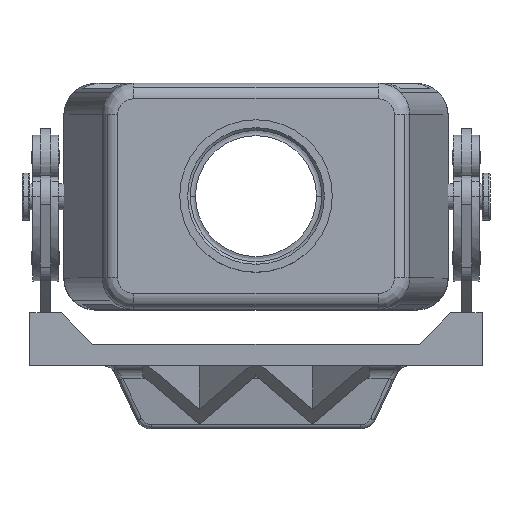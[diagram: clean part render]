
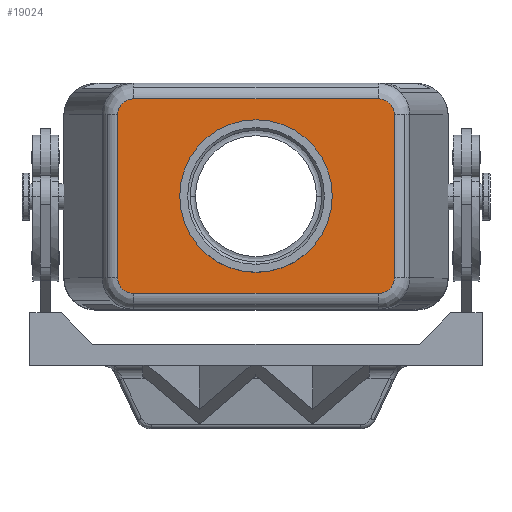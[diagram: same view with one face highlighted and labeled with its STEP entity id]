
A CAD part, top view. The second image highlights one B-rep face of the part: STEP entity #19024.
In plain terms, the highlighted planar face has unit normal (0, 0, 1).
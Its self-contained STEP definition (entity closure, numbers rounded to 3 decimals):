
#4685=CARTESIAN_POINT('',(26.312,15.5,76.));
#4686=VERTEX_POINT('',#4685);
#4694=CARTESIAN_POINT('',(26.312,-15.5,76.));
#4695=VERTEX_POINT('',#4694);
#4696=CARTESIAN_POINT('',(26.312,15.5,76.));
#4697=DIRECTION('',(0.0,-1.0,0.0));
#4698=VECTOR('',#4697,31.);
#4699=LINE('',#4696,#4698);
#4700=EDGE_CURVE('',#4686,#4695,#4699,.T.);
#8014=CARTESIAN_POINT('',(0.0,14.5,76.));
#8015=VERTEX_POINT('',#8014);
#8031=CARTESIAN_POINT('',(0.,-14.5,76.));
#8032=VERTEX_POINT('',#8031);
#8039=CARTESIAN_POINT('',(0.0,0.,76.));
#8040=DIRECTION('',(0.0,0.0,-1.0));
#8041=DIRECTION('',(0.0,1.0,0.0));
#8042=AXIS2_PLACEMENT_3D('',#8039,#8040,#8041);
#8043=CIRCLE('',#8042,14.5);
#8044=EDGE_CURVE('',#8015,#8032,#8043,.T.);
#8409=CARTESIAN_POINT('',(0.0,0.,76.));
#8410=DIRECTION('',(0.0,0.0,-1.0));
#8411=DIRECTION('',(0.0,1.0,0.0));
#8412=AXIS2_PLACEMENT_3D('',#8409,#8410,#8411);
#8413=CIRCLE('',#8412,14.5);
#8414=EDGE_CURVE('',#8032,#8015,#8413,.T.);
#18900=CARTESIAN_POINT('',(-26.312,-15.5,76.));
#18901=VERTEX_POINT('',#18900);
#18909=CARTESIAN_POINT('',(-26.312,15.5,76.));
#18910=VERTEX_POINT('',#18909);
#18911=CARTESIAN_POINT('',(-26.312,-15.5,76.));
#18912=DIRECTION('',(0.0,1.0,0.0));
#18913=VECTOR('',#18912,31.);
#18914=LINE('',#18911,#18913);
#18915=EDGE_CURVE('',#18901,#18910,#18914,.T.);
#18927=CARTESIAN_POINT('',(28.83,0.0,76.));
#18928=DIRECTION('',(0.0,0.0,1.0));
#18929=DIRECTION('',(1.0,0.0,0.0));
#18930=AXIS2_PLACEMENT_3D('',#18927,#18928,#18929);
#18931=PLANE('',#18930);
#18932=ORIENTED_EDGE('',*,*,#18915,.F.);
#18933=CARTESIAN_POINT('',(-25.,-17.967,76.));
#18934=VERTEX_POINT('',#18933);
#18935=CARTESIAN_POINT('',(-23.266,-15.5,76.));
#18936=DIRECTION('',(0.0,0.0,-1.0));
#18937=DIRECTION('',(-1.0,0.0,0.0));
#18938=AXIS2_PLACEMENT_3D('',#18935,#18936,#18937);
#18939=ELLIPSE('',#18938,3.046,3.);
#18940=EDGE_CURVE('',#18934,#18901,#18939,.T.);
#18941=ORIENTED_EDGE('',*,*,#18940,.F.);
#18942=CARTESIAN_POINT('',(-23.266,-18.5,76.));
#18943=VERTEX_POINT('',#18942);
#18944=CARTESIAN_POINT('',(-23.266,-15.5,76.));
#18945=DIRECTION('',(0.0,0.0,-1.0));
#18946=DIRECTION('',(-1.0,0.0,0.0));
#18947=AXIS2_PLACEMENT_3D('',#18944,#18945,#18946);
#18948=ELLIPSE('',#18947,3.046,3.);
#18949=EDGE_CURVE('',#18943,#18934,#18948,.T.);
#18950=ORIENTED_EDGE('',*,*,#18949,.F.);
#18951=CARTESIAN_POINT('',(23.266,-18.5,76.));
#18952=VERTEX_POINT('',#18951);
#18953=CARTESIAN_POINT('',(23.266,-18.5,76.));
#18954=DIRECTION('',(-1.0,0.0,0.0));
#18955=VECTOR('',#18954,46.532);
#18956=LINE('',#18953,#18955);
#18957=EDGE_CURVE('',#18952,#18943,#18956,.T.);
#18958=ORIENTED_EDGE('',*,*,#18957,.F.);
#18959=CARTESIAN_POINT('',(25.,-17.967,76.));
#18960=VERTEX_POINT('',#18959);
#18961=CARTESIAN_POINT('',(23.266,-15.5,76.));
#18962=DIRECTION('',(0.0,0.0,-1.0));
#18963=DIRECTION('',(1.0,0.0,0.0));
#18964=AXIS2_PLACEMENT_3D('',#18961,#18962,#18963);
#18965=ELLIPSE('',#18964,3.046,3.);
#18966=EDGE_CURVE('',#18960,#18952,#18965,.T.);
#18967=ORIENTED_EDGE('',*,*,#18966,.F.);
#18968=CARTESIAN_POINT('',(23.266,-15.5,76.));
#18969=DIRECTION('',(0.0,0.0,-1.0));
#18970=DIRECTION('',(1.0,0.0,0.0));
#18971=AXIS2_PLACEMENT_3D('',#18968,#18969,#18970);
#18972=ELLIPSE('',#18971,3.046,3.);
#18973=EDGE_CURVE('',#4695,#18960,#18972,.T.);
#18974=ORIENTED_EDGE('',*,*,#18973,.F.);
#18975=ORIENTED_EDGE('',*,*,#4700,.F.);
#18976=CARTESIAN_POINT('',(25.,17.967,76.));
#18977=VERTEX_POINT('',#18976);
#18978=CARTESIAN_POINT('',(23.266,15.5,76.));
#18979=DIRECTION('',(0.0,0.0,-1.0));
#18980=DIRECTION('',(1.0,0.0,0.0));
#18981=AXIS2_PLACEMENT_3D('',#18978,#18979,#18980);
#18982=ELLIPSE('',#18981,3.046,3.);
#18983=EDGE_CURVE('',#18977,#4686,#18982,.T.);
#18984=ORIENTED_EDGE('',*,*,#18983,.F.);
#18985=CARTESIAN_POINT('',(23.266,18.5,76.));
#18986=VERTEX_POINT('',#18985);
#18987=CARTESIAN_POINT('',(23.266,15.5,76.));
#18988=DIRECTION('',(0.0,0.0,-1.0));
#18989=DIRECTION('',(1.0,0.0,0.0));
#18990=AXIS2_PLACEMENT_3D('',#18987,#18988,#18989);
#18991=ELLIPSE('',#18990,3.046,3.);
#18992=EDGE_CURVE('',#18986,#18977,#18991,.T.);
#18993=ORIENTED_EDGE('',*,*,#18992,.F.);
#18994=CARTESIAN_POINT('',(-23.266,18.5,76.));
#18995=VERTEX_POINT('',#18994);
#18996=CARTESIAN_POINT('',(-23.266,18.5,76.));
#18997=DIRECTION('',(1.0,0.0,0.0));
#18998=VECTOR('',#18997,46.532);
#18999=LINE('',#18996,#18998);
#19000=EDGE_CURVE('',#18995,#18986,#18999,.T.);
#19001=ORIENTED_EDGE('',*,*,#19000,.F.);
#19002=CARTESIAN_POINT('',(-25.,17.967,76.));
#19003=VERTEX_POINT('',#19002);
#19004=CARTESIAN_POINT('',(-23.266,15.5,76.));
#19005=DIRECTION('',(0.0,0.0,-1.0));
#19006=DIRECTION('',(-1.0,0.0,0.0));
#19007=AXIS2_PLACEMENT_3D('',#19004,#19005,#19006);
#19008=ELLIPSE('',#19007,3.046,3.);
#19009=EDGE_CURVE('',#19003,#18995,#19008,.T.);
#19010=ORIENTED_EDGE('',*,*,#19009,.F.);
#19011=CARTESIAN_POINT('',(-23.266,15.5,76.));
#19012=DIRECTION('',(0.0,0.0,-1.0));
#19013=DIRECTION('',(-1.0,0.0,0.0));
#19014=AXIS2_PLACEMENT_3D('',#19011,#19012,#19013);
#19015=ELLIPSE('',#19014,3.046,3.);
#19016=EDGE_CURVE('',#18910,#19003,#19015,.T.);
#19017=ORIENTED_EDGE('',*,*,#19016,.F.);
#19018=EDGE_LOOP('',(#18932,#18941,#18950,#18958,#18967,#18974,#18975,#18984,#18993,#19001,#19010,#19017));
#19019=FACE_OUTER_BOUND('',#19018,.T.);
#19020=ORIENTED_EDGE('',*,*,#8044,.T.);
#19021=ORIENTED_EDGE('',*,*,#8414,.T.);
#19022=EDGE_LOOP('',(#19020,#19021));
#19023=FACE_BOUND('',#19022,.T.);
#19024=ADVANCED_FACE('',(#19019,#19023),#18931,.T.);
